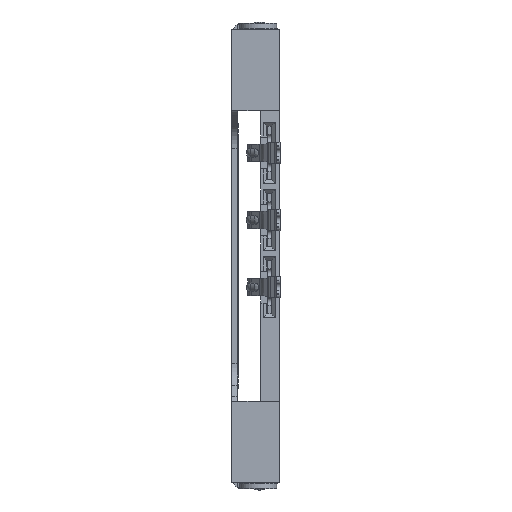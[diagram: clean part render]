
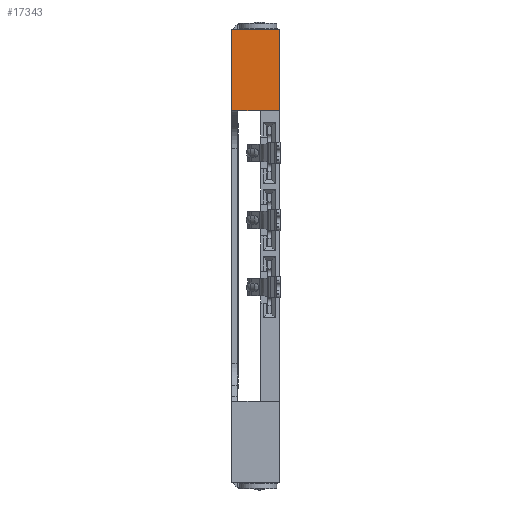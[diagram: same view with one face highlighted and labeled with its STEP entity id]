
A CAD part, left-side view. The second image highlights one B-rep face of the part: STEP entity #17343.
In plain terms, the highlighted planar face has unit normal (-1, 0, 0).
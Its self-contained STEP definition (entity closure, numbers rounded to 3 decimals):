
#1063=DIRECTION('',(0.,-1.,0.));
#1064=VECTOR('',#1063,1.8);
#1065=CARTESIAN_POINT('',(0.,1.8,8.55));
#1066=LINE('',#1065,#1064);
#1067=DIRECTION('',(0.,0.,-1.));
#1068=VECTOR('',#1067,3.05);
#1069=CARTESIAN_POINT('',(0.,0.,8.55));
#1070=LINE('',#1069,#1068);
#1079=DIRECTION('',(0.,-1.,0.));
#1080=VECTOR('',#1079,1.8);
#1081=CARTESIAN_POINT('',(0.,1.8,5.5));
#1082=LINE('',#1081,#1080);
#2161=DIRECTION('',(0.,0.,-1.));
#2162=VECTOR('',#2161,3.05);
#2163=CARTESIAN_POINT('',(0.,1.8,8.55));
#2164=LINE('',#2163,#2162);
#12867=CARTESIAN_POINT('',(0.,0.,5.5));
#12868=VERTEX_POINT('',#12867);
#12869=CARTESIAN_POINT('',(0.,0.,8.55));
#12870=VERTEX_POINT('',#12869);
#13057=CARTESIAN_POINT('',(0.,1.8,8.55));
#13058=VERTEX_POINT('',#13057);
#13118=CARTESIAN_POINT('',(0.,1.8,5.5));
#13119=VERTEX_POINT('',#13118);
#17330=CARTESIAN_POINT('',(0.,0.9,7.025));
#17331=DIRECTION('',(1.,0.,0.));
#17332=DIRECTION('',(0.,0.,1.));
#17333=AXIS2_PLACEMENT_3D('',#17330,#17331,#17332);
#17334=PLANE('',#17333);
#17336=ORIENTED_EDGE('',*,*,#17335,.F.);
#17338=ORIENTED_EDGE('',*,*,#17337,.F.);
#17339=ORIENTED_EDGE('',*,*,#16989,.T.);
#17340=ORIENTED_EDGE('',*,*,#16715,.T.);
#17341=EDGE_LOOP('',(#17336,#17338,#17339,#17340));
#17342=FACE_OUTER_BOUND('',#17341,.F.);
#17343=ADVANCED_FACE('',(#17342),#17334,.F.);
#16715=EDGE_CURVE('',#12870,#12868,#1070,.T.);
#16989=EDGE_CURVE('',#13058,#12870,#1066,.T.);
#17335=EDGE_CURVE('',#13119,#12868,#1082,.T.);
#17337=EDGE_CURVE('',#13058,#13119,#2164,.T.);
